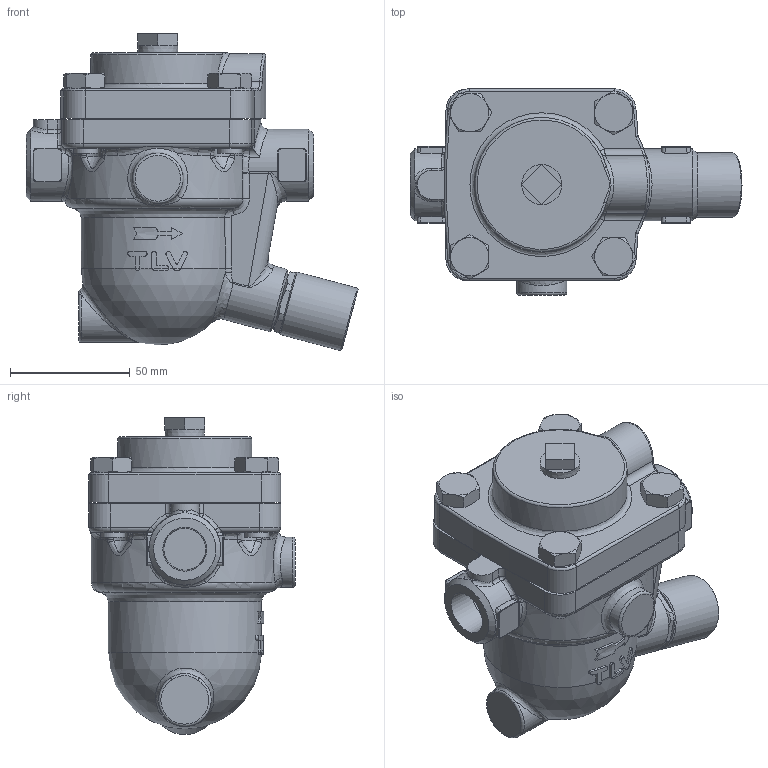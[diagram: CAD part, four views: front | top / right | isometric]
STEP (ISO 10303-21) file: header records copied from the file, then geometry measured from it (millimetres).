
FILE_DESCRIPTION((''),'2;1');
FILE_NAME('ja300-015-screw-00.stp','2009-10-30T17:02:18',('nakaot'),(''),'Autodesk Inventor 2008','Autodesk Inventor 2008','');
FILE_SCHEMA(('AUTOMOTIVE_DESIGN { 1 0 10303 214 1 1 1 1 }'));
Length unit declared in the file: millimetre
Products named in the file (1): ja300-015-screw-00
Bounding box: 138.54 x 86 x 132.39 mm (x, y, z)
Volume: 547587.9 mm3; surface area: 60923.1 mm2
Topology: 1 solids, 1 shells, 453 faces, 1099 edges, 667 vertices
Faces by surface type: cylinder 120, plane 118, bspline 114, cone 59, torus 38, sphere 4
Full cylindrical faces by diameter (mm): 10 x8, 13.351 x1, 21 x1, 27 x2, 30 x1, 56.5 x1
Entity records: 24885 total; most frequent: CARTESIAN_POINT 15443, ORIENTED_EDGE 2088, DIRECTION 1778, EDGE_CURVE 1044, AXIS2_PLACEMENT_3D 763, VERTEX_POINT 647, EDGE_LOOP 511, FACE_OUTER_BOUND 451
